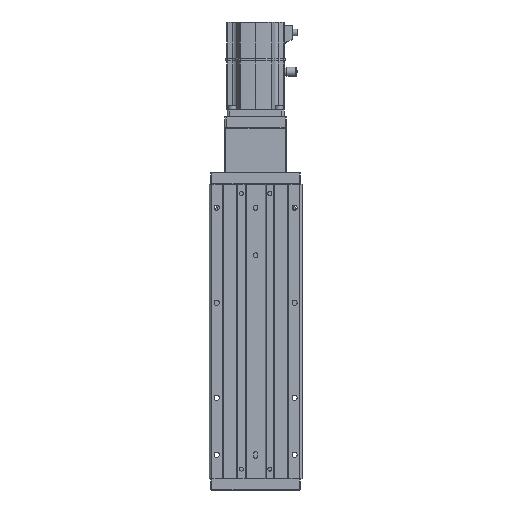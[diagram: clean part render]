
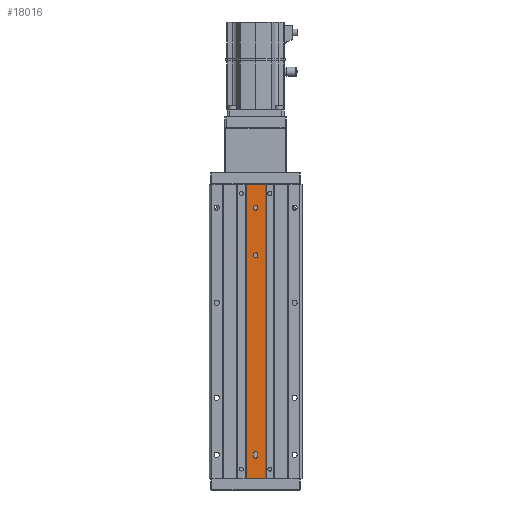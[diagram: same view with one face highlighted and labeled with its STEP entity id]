
A CAD part, front view. The second image highlights one B-rep face of the part: STEP entity #18016.
In plain terms, the highlighted planar face has unit normal (0, -1, 0).
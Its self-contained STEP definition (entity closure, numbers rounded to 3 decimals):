
#347 = EDGE_CURVE ( 'NONE', #32358, #23334, #6310, .T. ) ;
#415 = DIRECTION ( 'NONE',  ( 0., -1., 0. ) ) ;
#594 = VERTEX_POINT ( 'NONE', #31028 ) ;
#1348 = DIRECTION ( 'NONE',  ( 0., -1., 0. ) ) ;
#1639 = ORIENTED_EDGE ( 'NONE', *, *, #12640, .F. ) ;
#2230 = FACE_BOUND ( 'NONE', #31767, .T. ) ;
#2597 = VECTOR ( 'NONE', #11920, 1000. ) ;
#2688 = EDGE_CURVE ( 'NONE', #14105, #43240, #42703, .T. ) ;
#2777 = CIRCLE ( 'NONE', #32834, 2.5 ) ;
#2908 = EDGE_CURVE ( 'NONE', #17684, #14105, #5727, .T. ) ;
#3485 = LINE ( 'NONE', #16851, #17842 ) ;
#3579 = DIRECTION ( 'NONE',  ( -1., 0., 0. ) ) ;
#3736 = EDGE_CURVE ( 'NONE', #14542, #7820, #28539, .T. ) ;
#4820 = CARTESIAN_POINT ( 'NONE',  ( 2.5, 1., 80. ) ) ;
#5440 = CARTESIAN_POINT ( 'NONE',  ( -10., 1., -155. ) ) ;
#5456 = CARTESIAN_POINT ( 'NONE',  ( 10., 1., -155. ) ) ;
#5727 = LINE ( 'NONE', #19084, #6028 ) ;
#6028 = VECTOR ( 'NONE', #32434, 1000. ) ;
#6310 = CIRCLE ( 'NONE', #30799, 2.5 ) ;
#7287 = CARTESIAN_POINT ( 'NONE',  ( 0., 1., -129. ) ) ;
#7335 = CARTESIAN_POINT ( 'NONE',  ( -10., 1., 155. ) ) ;
#7820 = VERTEX_POINT ( 'NONE', #43081 ) ;
#7849 = EDGE_CURVE ( 'NONE', #13540, #26797, #2777, .T. ) ;
#8784 = CARTESIAN_POINT ( 'NONE',  ( 2.5, 1., -129. ) ) ;
#8820 = ORIENTED_EDGE ( 'NONE', *, *, #3736, .F. ) ;
#8988 = DIRECTION ( 'NONE',  ( -1., 0., 0. ) ) ;
#9209 = VECTOR ( 'NONE', #25099, 1000. ) ;
#9816 = CIRCLE ( 'NONE', #34299, 2.5 ) ;
#10936 = CARTESIAN_POINT ( 'NONE',  ( -2.5, 1., 80. ) ) ;
#10942 = CARTESIAN_POINT ( 'NONE',  ( -2.5, 1., -131. ) ) ;
#11350 = CARTESIAN_POINT ( 'NONE',  ( -2.5, 1., -129. ) ) ;
#11749 = CARTESIAN_POINT ( 'NONE',  ( -2.5, 1., -129. ) ) ;
#11920 = DIRECTION ( 'NONE',  ( 0., 0., 1. ) ) ;
#12280 = PLANE ( 'NONE',  #18277 ) ;
#12427 = CARTESIAN_POINT ( 'NONE',  ( 0., 1., 80. ) ) ;
#12640 = EDGE_CURVE ( 'NONE', #23334, #32358, #33047, .T. ) ;
#12878 = EDGE_LOOP ( 'NONE', ( #42993, #35863, #25068, #26559 ) ) ;
#12905 = DIRECTION ( 'NONE',  ( 0., -1., 0. ) ) ;
#12962 = ORIENTED_EDGE ( 'NONE', *, *, #7849, .F. ) ;
#13443 = EDGE_CURVE ( 'NONE', #594, #7820, #37331, .T. ) ;
#13540 = VERTEX_POINT ( 'NONE', #38184 ) ;
#13770 = DIRECTION ( 'NONE',  ( 1., 0., 0. ) ) ;
#13920 = CARTESIAN_POINT ( 'NONE',  ( 2.5, 1., 130. ) ) ;
#14105 = VERTEX_POINT ( 'NONE', #8784 ) ;
#14187 = AXIS2_PLACEMENT_3D ( 'NONE', #31327, #1348, #14706 ) ;
#14542 = VERTEX_POINT ( 'NONE', #5440 ) ;
#14706 = DIRECTION ( 'NONE',  ( 1., 0., 0. ) ) ;
#15593 = FACE_BOUND ( 'NONE', #26155, .T. ) ;
#16600 = CARTESIAN_POINT ( 'NONE',  ( 0., 1., 130. ) ) ;
#16851 = CARTESIAN_POINT ( 'NONE',  ( 10., 1., -155. ) ) ;
#17684 = VERTEX_POINT ( 'NONE', #28581 ) ;
#17842 = VECTOR ( 'NONE', #30211, 1000. ) ;
#18016 = ADVANCED_FACE ( 'NONE', ( #2230, #15593, #28934, #42265 ), #12280, .F. ) ;
#18277 = AXIS2_PLACEMENT_3D ( 'NONE', #25632, #38980, #8988 ) ;
#19084 = CARTESIAN_POINT ( 'NONE',  ( 2.5, 1., -129. ) ) ;
#19706 = AXIS2_PLACEMENT_3D ( 'NONE', #42897, #12905, #26251 ) ;
#20204 = LINE ( 'NONE', #33569, #25174 ) ;
#20645 = DIRECTION ( 'NONE',  ( 0., -1., 0. ) ) ;
#20687 = DIRECTION ( 'NONE',  ( -1., 0., 0. ) ) ;
#23334 = VERTEX_POINT ( 'NONE', #10936 ) ;
#25068 = ORIENTED_EDGE ( 'NONE', *, *, #2908, .F. ) ;
#25099 = DIRECTION ( 'NONE',  ( 0., 0., -1. ) ) ;
#25141 = EDGE_CURVE ( 'NONE', #43240, #40393, #41737, .T. ) ;
#25174 = VECTOR ( 'NONE', #3579, 1000. ) ;
#25632 = CARTESIAN_POINT ( 'NONE',  ( -10., 1., -155. ) ) ;
#25778 = DIRECTION ( 'NONE',  ( 0., -1., 0. ) ) ;
#26027 = ORIENTED_EDGE ( 'NONE', *, *, #33824, .F. ) ;
#26155 = EDGE_LOOP ( 'NONE', ( #29035, #1639 ) ) ;
#26251 = DIRECTION ( 'NONE',  ( 1., 0., 0. ) ) ;
#26362 = ORIENTED_EDGE ( 'NONE', *, *, #37087, .T. ) ;
#26559 = ORIENTED_EDGE ( 'NONE', *, *, #32624, .F. ) ;
#26797 = VERTEX_POINT ( 'NONE', #13920 ) ;
#27812 = EDGE_LOOP ( 'NONE', ( #35685, #8820, #29892, #26362 ) ) ;
#28539 = LINE ( 'NONE', #41892, #2597 ) ;
#28581 = CARTESIAN_POINT ( 'NONE',  ( 2.5, 1., -131. ) ) ;
#28934 = FACE_BOUND ( 'NONE', #12878, .T. ) ;
#29035 = ORIENTED_EDGE ( 'NONE', *, *, #347, .F. ) ;
#29169 = DIRECTION ( 'NONE',  ( 1., 0., 0. ) ) ;
#29892 = ORIENTED_EDGE ( 'NONE', *, *, #41048, .F. ) ;
#29951 = DIRECTION ( 'NONE',  ( 0., -1., 0. ) ) ;
#30211 = DIRECTION ( 'NONE',  ( 0., 0., 1. ) ) ;
#30412 = CARTESIAN_POINT ( 'NONE',  ( 0., 1., -131. ) ) ;
#30799 = AXIS2_PLACEMENT_3D ( 'NONE', #12427, #25778, #39131 ) ;
#31028 = CARTESIAN_POINT ( 'NONE',  ( 10., 1., 155. ) ) ;
#31327 = CARTESIAN_POINT ( 'NONE',  ( 0., 1., 80. ) ) ;
#31767 = EDGE_LOOP ( 'NONE', ( #26027, #12962 ) ) ;
#32358 = VERTEX_POINT ( 'NONE', #4820 ) ;
#32434 = DIRECTION ( 'NONE',  ( 0., 0., 1. ) ) ;
#32624 = EDGE_CURVE ( 'NONE', #40393, #17684, #9816, .T. ) ;
#32834 = AXIS2_PLACEMENT_3D ( 'NONE', #16600, #29951, #29169 ) ;
#33047 = CIRCLE ( 'NONE', #14187, 2.5 ) ;
#33569 = CARTESIAN_POINT ( 'NONE',  ( -10., 1., -155. ) ) ;
#33824 = EDGE_CURVE ( 'NONE', #26797, #13540, #38590, .T. ) ;
#33984 = DIRECTION ( 'NONE',  ( 1., 0., 0. ) ) ;
#34299 = AXIS2_PLACEMENT_3D ( 'NONE', #30412, #415, #13770 ) ;
#35685 = ORIENTED_EDGE ( 'NONE', *, *, #13443, .T. ) ;
#35780 = AXIS2_PLACEMENT_3D ( 'NONE', #7287, #20645, #33984 ) ;
#35863 = ORIENTED_EDGE ( 'NONE', *, *, #2688, .F. ) ;
#37087 = EDGE_CURVE ( 'NONE', #41674, #594, #3485, .T. ) ;
#37331 = LINE ( 'NONE', #7335, #42879 ) ;
#38184 = CARTESIAN_POINT ( 'NONE',  ( -2.5, 1., 130. ) ) ;
#38590 = CIRCLE ( 'NONE', #19706, 2.5 ) ;
#38980 = DIRECTION ( 'NONE',  ( 0., 1., 0. ) ) ;
#39131 = DIRECTION ( 'NONE',  ( 1., 0., 0. ) ) ;
#40393 = VERTEX_POINT ( 'NONE', #10942 ) ;
#41048 = EDGE_CURVE ( 'NONE', #41674, #14542, #20204, .T. ) ;
#41674 = VERTEX_POINT ( 'NONE', #5456 ) ;
#41737 = LINE ( 'NONE', #11749, #9209 ) ;
#41892 = CARTESIAN_POINT ( 'NONE',  ( -10., 1., -155. ) ) ;
#42265 = FACE_OUTER_BOUND ( 'NONE', #27812, .T. ) ;
#42703 = CIRCLE ( 'NONE', #35780, 2.5 ) ;
#42879 = VECTOR ( 'NONE', #20687, 1000. ) ;
#42897 = CARTESIAN_POINT ( 'NONE',  ( 0., 1., 130. ) ) ;
#42993 = ORIENTED_EDGE ( 'NONE', *, *, #25141, .F. ) ;
#43081 = CARTESIAN_POINT ( 'NONE',  ( -10., 1., 155. ) ) ;
#43240 = VERTEX_POINT ( 'NONE', #11350 ) ;
